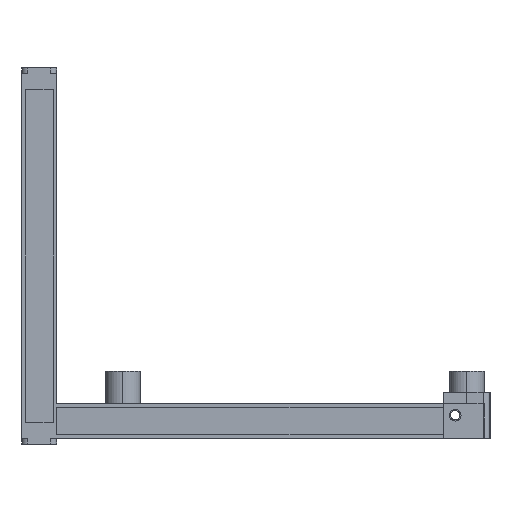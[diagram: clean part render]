
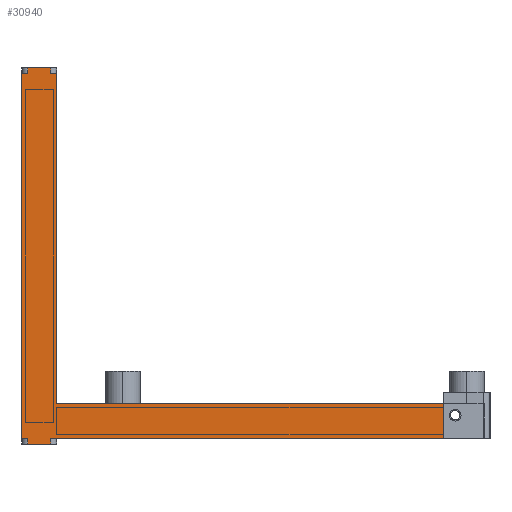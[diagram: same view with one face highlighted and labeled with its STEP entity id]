
A CAD part, left-side view. The second image highlights one B-rep face of the part: STEP entity #30940.
In plain terms, the highlighted planar face has unit normal (-1, 0, 0).
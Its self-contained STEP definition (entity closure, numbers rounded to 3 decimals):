
#20450=CARTESIAN_POINT('',(43.759,32.316,-207.));
#20460=VERTEX_POINT('',#20450);
#20490=CARTESIAN_POINT('',(43.759,0.,-207.));
#20500=DIRECTION('',(0.,-1.,0.));
#20510=VECTOR('',#20500,1.);
#20520=LINE('',#20490,#20510);
#20530=CARTESIAN_POINT('',(43.759,62.316,-207.));
#20540=VERTEX_POINT('',#20530);
#20550=EDGE_CURVE('',#20540,#20460,#20520,.T.);
#23680=CARTESIAN_POINT('',(43.759,62.316,0.));
#23690=DIRECTION('',(0.,0.,1.));
#23700=VECTOR('',#23690,1.);
#23710=LINE('',#23680,#23700);
#23790=CARTESIAN_POINT('',(43.759,62.316,-484.));
#23800=VERTEX_POINT('',#23790);
#23810=EDGE_CURVE('',#23800,#20540,#23710,.T.);
#24120=CARTESIAN_POINT('',(43.759,347.316,-571.));
#24130=DIRECTION('',(-1.,-0.,-0.));
#24140=DIRECTION('',(0.,0.,-1.));
#24150=AXIS2_PLACEMENT_3D('',#24120,#24130,#24140);
#24160=PLANE('',#24150);
#24260=CARTESIAN_POINT('',(43.759,32.316,-197.679)
);
#24270=DIRECTION('',(0.,0.,-1.));
#24280=VECTOR('',#24270,1.);
#24290=LINE('',#24260,#24280);
#28930=CARTESIAN_POINT('',(43.759,62.316,-541.));
#28940=VERTEX_POINT('',#28930);
#28970=CARTESIAN_POINT('',(43.759,347.316,-541.));
#28980=DIRECTION('',(0.,1.,0.));
#28990=VECTOR('',#28980,1.);
#29000=LINE('',#28970,#28990);
#29010=CARTESIAN_POINT('',(43.759,347.316,-541.));
#29020=VERTEX_POINT('',#29010);
#29030=EDGE_CURVE('',#28940,#29020,#29000,.T.);
#29900=CARTESIAN_POINT('',(43.759,347.316,-197.679));
#29910=DIRECTION('',(0.,0.,1.));
#29920=VECTOR('',#29910,1.);
#29930=LINE('',#29900,#29920);
#29940=CARTESIAN_POINT('',(43.759,347.316,-546.));
#29950=VERTEX_POINT('',#29940);
#29960=EDGE_CURVE('',#29950,#29020,#29930,.T.);
#30200=ORIENTED_EDGE('',*,*,#29030,.T.);
#30210=EDGE_CURVE('',#28940,#23800,#23710,.T.);
#30220=ORIENTED_EDGE('',*,*,#30210,.F.);
#30230=ORIENTED_EDGE('',*,*,#23810,.F.);
#30240=ORIENTED_EDGE('',*,*,#20550,.F.);
#30250=CARTESIAN_POINT('',(43.759,32.316,-546.));
#30260=VERTEX_POINT('',#30250);
#30270=EDGE_CURVE('',#20460,#30260,#24290,.T.);
#30280=ORIENTED_EDGE('',*,*,#30270,.F.);
#30290=CARTESIAN_POINT('',(43.759,32.316,-546.));
#30300=DIRECTION('',(0.,-1.,0.));
#30310=VECTOR('',#30300,1.);
#30320=LINE('',#30290,#30310);
#30330=CARTESIAN_POINT('',(43.759,27.316,-546.));
#30340=VERTEX_POINT('',#30330);
#30350=EDGE_CURVE('',#30260,#30340,#30320,.T.);
#30360=ORIENTED_EDGE('',*,*,#30350,.F.);
#30370=CARTESIAN_POINT('',(43.759,27.316,-541.));
#30380=DIRECTION('',(0.,0.,-1.));
#30390=VECTOR('',#30380,1.);
#30400=LINE('',#30370,#30390);
#30410=CARTESIAN_POINT('',(43.759,27.316,-566.));
#30420=VERTEX_POINT('',#30410);
#30430=EDGE_CURVE('',#30340,#30420,#30400,.T.);
#30440=ORIENTED_EDGE('',*,*,#30430,.F.);
#30450=CARTESIAN_POINT('',(43.759,32.316,-566.));
#30460=DIRECTION('',(0.,-1.,0.));
#30470=VECTOR('',#30460,1.);
#30480=LINE('',#30450,#30470);
#30490=CARTESIAN_POINT('',(43.759,32.316,-566.));
#30500=VERTEX_POINT('',#30490);
#30510=EDGE_CURVE('',#30500,#30420,#30480,.T.);
#30520=ORIENTED_EDGE('',*,*,#30510,.T.);
#30530=CARTESIAN_POINT('',(43.759,32.316,-571.));
#30540=VERTEX_POINT('',#30530);
#30550=EDGE_CURVE('',#30500,#30540,#24290,.T.);
#30560=ORIENTED_EDGE('',*,*,#30550,.F.);
#30570=CARTESIAN_POINT('',(43.759,347.316,-571.));
#30580=DIRECTION('',(0.,-1.,0.));
#30590=VECTOR('',#30580,1.);
#30600=LINE('',#30570,#30590);
#30610=CARTESIAN_POINT('',(43.759,347.316,-571.));
#30620=VERTEX_POINT('',#30610);
#30630=EDGE_CURVE('',#30620,#30540,#30600,.T.);
#30640=ORIENTED_EDGE('',*,*,#30630,.T.);
#30650=CARTESIAN_POINT('',(43.759,347.316,-566.));
#30660=VERTEX_POINT('',#30650);
#30670=EDGE_CURVE('',#30620,#30660,#29930,.T.);
#30680=ORIENTED_EDGE('',*,*,#30670,.F.);
#30690=CARTESIAN_POINT('',(43.759,347.316,-566.));
#30700=DIRECTION('',(0.,1.,0.));
#30710=VECTOR('',#30700,1.);
#30720=LINE('',#30690,#30710);
#30730=CARTESIAN_POINT('',(43.759,352.316,-566.));
#30740=VERTEX_POINT('',#30730);
#30750=EDGE_CURVE('',#30660,#30740,#30720,.T.);
#30760=ORIENTED_EDGE('',*,*,#30750,.F.);
#30770=CARTESIAN_POINT('',(43.759,352.316,-571.));
#30780=DIRECTION('',(0.,0.,1.));
#30790=VECTOR('',#30780,1.);
#30800=LINE('',#30770,#30790);
#30810=CARTESIAN_POINT('',(43.759,352.316,-546.));
#30820=VERTEX_POINT('',#30810);
#30830=EDGE_CURVE('',#30740,#30820,#30800,.T.);
#30840=ORIENTED_EDGE('',*,*,#30830,.F.);
#30850=CARTESIAN_POINT('',(43.759,347.316,-546.));
#30860=DIRECTION('',(0.,1.,0.));
#30870=VECTOR('',#30860,1.);
#30880=LINE('',#30850,#30870);
#30890=EDGE_CURVE('',#29950,#30820,#30880,.T.);
#30900=ORIENTED_EDGE('',*,*,#30890,.T.);
#30910=ORIENTED_EDGE('',*,*,#29960,.F.);
#30920=EDGE_LOOP('',(#30910,#30900,#30840,#30760,#30680,#30640,#30560,
#30520,#30440,#30360,#30280,#30240,#30230,#30220,#30200));
#30930=FACE_OUTER_BOUND('',#30920,.T.);
#30940=ADVANCED_FACE('',(#30930),#24160,.T.);
